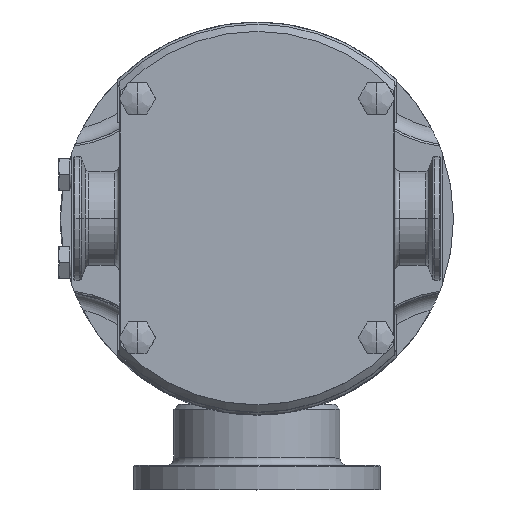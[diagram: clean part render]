
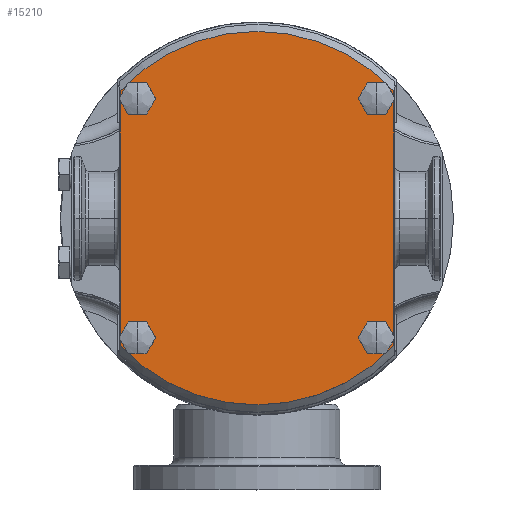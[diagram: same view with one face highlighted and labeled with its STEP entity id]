
A CAD part, top view. The second image highlights one B-rep face of the part: STEP entity #15210.
In plain terms, the highlighted planar face has unit normal (0, 0, 1).
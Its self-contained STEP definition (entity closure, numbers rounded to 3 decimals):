
#3357=DIRECTION('',(0.,-1.,0.));
#3358=VECTOR('',#3357,104.235);
#3359=CARTESIAN_POINT('',(56.,52.118,126.735));
#3360=LINE('',#3359,#3358);
#3361=CARTESIAN_POINT('',(0.,0.,126.735));
#3362=DIRECTION('',(0.,0.,-1.));
#3363=DIRECTION('',(0.732,-0.681,0.));
#3364=AXIS2_PLACEMENT_3D('',#3361,#3362,#3363);
#3366=DIRECTION('',(0.,1.,0.));
#3367=VECTOR('',#3366,104.235);
#3368=CARTESIAN_POINT('',(-56.,-52.118,126.735));
#3369=LINE('',#3368,#3367);
#3370=CARTESIAN_POINT('',(0.,0.,126.735));
#3371=DIRECTION('',(0.,0.,-1.));
#3372=DIRECTION('',(-0.732,0.681,0.));
#3373=AXIS2_PLACEMENT_3D('',#3370,#3371,#3372);
#3375=CARTESIAN_POINT('',(49.,49.,126.735));
#3376=DIRECTION('',(0.,0.,-1.));
#3377=DIRECTION('',(0.,1.,0.));
#3378=AXIS2_PLACEMENT_3D('',#3375,#3376,#3377);
#3380=CARTESIAN_POINT('',(49.,49.,126.735));
#3381=DIRECTION('',(0.,0.,-1.));
#3382=DIRECTION('',(0.,-1.,0.));
#3383=AXIS2_PLACEMENT_3D('',#3380,#3381,#3382);
#3385=CARTESIAN_POINT('',(-49.,49.,126.735));
#3386=DIRECTION('',(0.,0.,-1.));
#3387=DIRECTION('',(0.,1.,0.));
#3388=AXIS2_PLACEMENT_3D('',#3385,#3386,#3387);
#3390=CARTESIAN_POINT('',(-49.,49.,126.735));
#3391=DIRECTION('',(0.,0.,-1.));
#3392=DIRECTION('',(0.,-1.,0.));
#3393=AXIS2_PLACEMENT_3D('',#3390,#3391,#3392);
#3395=CARTESIAN_POINT('',(49.,-49.,126.735));
#3396=DIRECTION('',(0.,0.,-1.));
#3397=DIRECTION('',(0.,1.,0.));
#3398=AXIS2_PLACEMENT_3D('',#3395,#3396,#3397);
#3400=CARTESIAN_POINT('',(49.,-49.,126.735));
#3401=DIRECTION('',(0.,0.,-1.));
#3402=DIRECTION('',(0.,-1.,0.));
#3403=AXIS2_PLACEMENT_3D('',#3400,#3401,#3402);
#3405=CARTESIAN_POINT('',(-49.,-49.,126.735));
#3406=DIRECTION('',(0.,0.,-1.));
#3407=DIRECTION('',(0.,1.,0.));
#3408=AXIS2_PLACEMENT_3D('',#3405,#3406,#3407);
#3410=CARTESIAN_POINT('',(-49.,-49.,126.735));
#3411=DIRECTION('',(0.,0.,-1.));
#3412=DIRECTION('',(0.,-1.,0.));
#3413=AXIS2_PLACEMENT_3D('',#3410,#3411,#3412);
#11151=CARTESIAN_POINT('',(-56.,52.118,126.735));
#11152=CARTESIAN_POINT('',(56.,52.118,126.735));
#11153=VERTEX_POINT('',#11151);
#11154=VERTEX_POINT('',#11152);
#11155=CARTESIAN_POINT('',(56.,-52.118,126.735));
#11156=CARTESIAN_POINT('',(-56.,-52.118,126.735));
#11157=VERTEX_POINT('',#11155);
#11158=VERTEX_POINT('',#11156);
#11193=CARTESIAN_POINT('',(49.,54.5,126.735));
#11194=CARTESIAN_POINT('',(49.,43.5,126.735));
#11195=VERTEX_POINT('',#11193);
#11196=VERTEX_POINT('',#11194);
#11223=CARTESIAN_POINT('',(-49.,54.5,126.735));
#11224=CARTESIAN_POINT('',(-49.,43.5,126.735));
#11225=VERTEX_POINT('',#11223);
#11226=VERTEX_POINT('',#11224);
#11253=CARTESIAN_POINT('',(49.,-43.5,126.735));
#11254=CARTESIAN_POINT('',(49.,-54.5,126.735));
#11255=VERTEX_POINT('',#11253);
#11256=VERTEX_POINT('',#11254);
#11283=CARTESIAN_POINT('',(-49.,-43.5,126.735));
#11284=CARTESIAN_POINT('',(-49.,-54.5,126.735));
#11285=VERTEX_POINT('',#11283);
#11286=VERTEX_POINT('',#11284);
#15175=CARTESIAN_POINT('',(0.,0.,126.735));
#15176=DIRECTION('',(0.,0.,1.));
#15177=DIRECTION('',(1.,0.,0.));
#15178=AXIS2_PLACEMENT_3D('',#15175,#15176,#15177);
#15179=PLANE('',#15178);
#15180=ORIENTED_EDGE('',*,*,#15157,.T.);
#15181=ORIENTED_EDGE('',*,*,#15083,.T.);
#15182=ORIENTED_EDGE('',*,*,#15099,.T.);
#15183=ORIENTED_EDGE('',*,*,#15143,.T.);
#15184=EDGE_LOOP('',(#15180,#15181,#15182,#15183));
#15185=FACE_OUTER_BOUND('',#15184,.F.);
#15187=ORIENTED_EDGE('',*,*,#15186,.F.);
#15189=ORIENTED_EDGE('',*,*,#15188,.F.);
#15190=EDGE_LOOP('',(#15187,#15189));
#15191=FACE_BOUND('',#15190,.F.);
#15193=ORIENTED_EDGE('',*,*,#15192,.F.);
#15195=ORIENTED_EDGE('',*,*,#15194,.F.);
#15196=EDGE_LOOP('',(#15193,#15195));
#15197=FACE_BOUND('',#15196,.F.);
#15199=ORIENTED_EDGE('',*,*,#15198,.F.);
#15201=ORIENTED_EDGE('',*,*,#15200,.F.);
#15202=EDGE_LOOP('',(#15199,#15201));
#15203=FACE_BOUND('',#15202,.F.);
#15205=ORIENTED_EDGE('',*,*,#15204,.F.);
#15207=ORIENTED_EDGE('',*,*,#15206,.F.);
#15208=EDGE_LOOP('',(#15205,#15207));
#15209=FACE_BOUND('',#15208,.F.);
#15210=ADVANCED_FACE('',(#15185,#15191,#15197,#15203,#15209),#15179,.T.);
#3365=CIRCLE('',#3364,76.5);
#3374=CIRCLE('',#3373,76.5);
#3379=CIRCLE('',#3378,5.5);
#3384=CIRCLE('',#3383,5.5);
#3389=CIRCLE('',#3388,5.5);
#3394=CIRCLE('',#3393,5.5);
#3399=CIRCLE('',#3398,5.5);
#3404=CIRCLE('',#3403,5.5);
#3409=CIRCLE('',#3408,5.5);
#3414=CIRCLE('',#3413,5.5);
#15083=EDGE_CURVE('',#11157,#11158,#3365,.T.);
#15099=EDGE_CURVE('',#11158,#11153,#3369,.T.);
#15143=EDGE_CURVE('',#11153,#11154,#3374,.T.);
#15157=EDGE_CURVE('',#11154,#11157,#3360,.T.);
#15186=EDGE_CURVE('',#11195,#11196,#3379,.T.);
#15188=EDGE_CURVE('',#11196,#11195,#3384,.T.);
#15192=EDGE_CURVE('',#11225,#11226,#3389,.T.);
#15194=EDGE_CURVE('',#11226,#11225,#3394,.T.);
#15198=EDGE_CURVE('',#11255,#11256,#3399,.T.);
#15200=EDGE_CURVE('',#11256,#11255,#3404,.T.);
#15204=EDGE_CURVE('',#11285,#11286,#3409,.T.);
#15206=EDGE_CURVE('',#11286,#11285,#3414,.T.);
